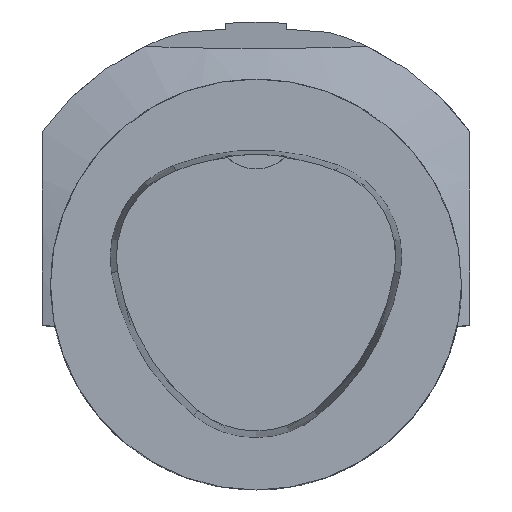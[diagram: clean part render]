
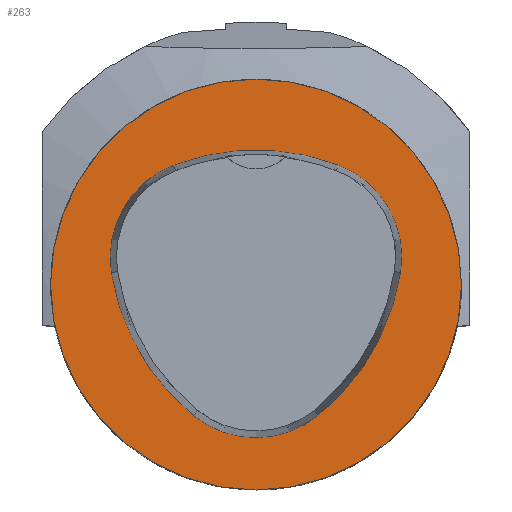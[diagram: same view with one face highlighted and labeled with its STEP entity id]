
A CAD part, top view. The second image highlights one B-rep face of the part: STEP entity #263.
In plain terms, the highlighted planar face has unit normal (0, 0, 1).
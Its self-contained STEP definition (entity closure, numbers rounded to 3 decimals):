
#142=FACE_BOUND('',#452,.T.);
#143=FACE_BOUND('',#453,.T.);
#200=CIRCLE('',#1475,12.);
#201=CIRCLE('',#1476,28.);
#202=CIRCLE('',#1477,12.);
#203=CIRCLE('',#1478,28.);
#204=CIRCLE('',#1479,12.);
#205=CIRCLE('',#1480,28.);
#206=CIRCLE('',#1481,25.);
#263=ADVANCED_FACE('',(#142,#143),#326,.T.);
#326=PLANE('',#1482);
#452=EDGE_LOOP('',(#644,#645,#646,#647,#648,#649));
#453=EDGE_LOOP('',(#650));
#644=ORIENTED_EDGE('',*,*,#1043,.T.);
#645=ORIENTED_EDGE('',*,*,#1044,.T.);
#646=ORIENTED_EDGE('',*,*,#1045,.T.);
#647=ORIENTED_EDGE('',*,*,#1046,.T.);
#648=ORIENTED_EDGE('',*,*,#1047,.T.);
#649=ORIENTED_EDGE('',*,*,#1048,.T.);
#650=ORIENTED_EDGE('',*,*,#1049,.F.);
#901=VERTEX_POINT('',#2160);
#902=VERTEX_POINT('',#2161);
#903=VERTEX_POINT('',#2163);
#904=VERTEX_POINT('',#2165);
#905=VERTEX_POINT('',#2167);
#906=VERTEX_POINT('',#2169);
#907=VERTEX_POINT('',#2172);
#1043=EDGE_CURVE('',#901,#902,#200,.T.);
#1044=EDGE_CURVE('',#902,#903,#201,.T.);
#1045=EDGE_CURVE('',#903,#904,#202,.T.);
#1046=EDGE_CURVE('',#904,#905,#203,.T.);
#1047=EDGE_CURVE('',#905,#906,#204,.T.);
#1048=EDGE_CURVE('',#906,#901,#205,.T.);
#1049=EDGE_CURVE('',#907,#907,#206,.T.);
#1475=AXIS2_PLACEMENT_3D('',#2159,#1754,#1755);
#1476=AXIS2_PLACEMENT_3D('',#2162,#1756,#1757);
#1477=AXIS2_PLACEMENT_3D('',#2164,#1758,#1759);
#1478=AXIS2_PLACEMENT_3D('',#2166,#1760,#1761);
#1479=AXIS2_PLACEMENT_3D('',#2168,#1762,#1763);
#1480=AXIS2_PLACEMENT_3D('',#2170,#1764,#1765);
#1481=AXIS2_PLACEMENT_3D('',#2171,#1766,#1767);
#1482=AXIS2_PLACEMENT_3D('',#2173,#1768,#1769);
#1754=DIRECTION('',(0.,0.,-1.));
#1755=DIRECTION('',(-1.,0.,0.));
#1756=DIRECTION('',(0.,0.,-1.));
#1757=DIRECTION('',(-1.,0.,0.));
#1758=DIRECTION('',(0.,0.,-1.));
#1759=DIRECTION('',(-1.,0.,0.));
#1760=DIRECTION('',(0.,0.,-1.));
#1761=DIRECTION('',(-1.,0.,0.));
#1762=DIRECTION('',(0.,0.,-1.));
#1763=DIRECTION('',(-1.,0.,0.));
#1764=DIRECTION('',(0.,0.,-1.));
#1765=DIRECTION('',(-1.,0.,0.));
#1766=DIRECTION('',(0.,0.,-1.));
#1767=DIRECTION('',(-1.,0.,0.));
#1768=DIRECTION('',(0.,0.,1.));
#1769=DIRECTION('',(-1.,0.,0.));
#2159=CARTESIAN_POINT('',(-5.733,-3.31,0.));
#2160=CARTESIAN_POINT('',(-10.025,-14.516,0.));
#2161=CARTESIAN_POINT('',(-17.584,-1.424,0.));
#2162=CARTESIAN_POINT('',(10.068,-5.824,0.));
#2163=CARTESIAN_POINT('',(-7.531,15.953,0.));
#2164=CARTESIAN_POINT('',(0.011,6.62,0.));
#2165=CARTESIAN_POINT('',(7.567,15.942,0.));
#2166=CARTESIAN_POINT('',(-10.063,-5.81,0.));
#2167=CARTESIAN_POINT('',(17.59,-1.418,0.));
#2168=CARTESIAN_POINT('',(5.739,-3.3,0.));
#2169=CARTESIAN_POINT('',(10.05,-14.499,0.));
#2170=CARTESIAN_POINT('',(-0.01,11.631,0.));
#2171=CARTESIAN_POINT('',(0.,0.,0.));
#2172=CARTESIAN_POINT('',(-25.,0.,0.));
#2173=CARTESIAN_POINT('',(0.,0.,0.));
